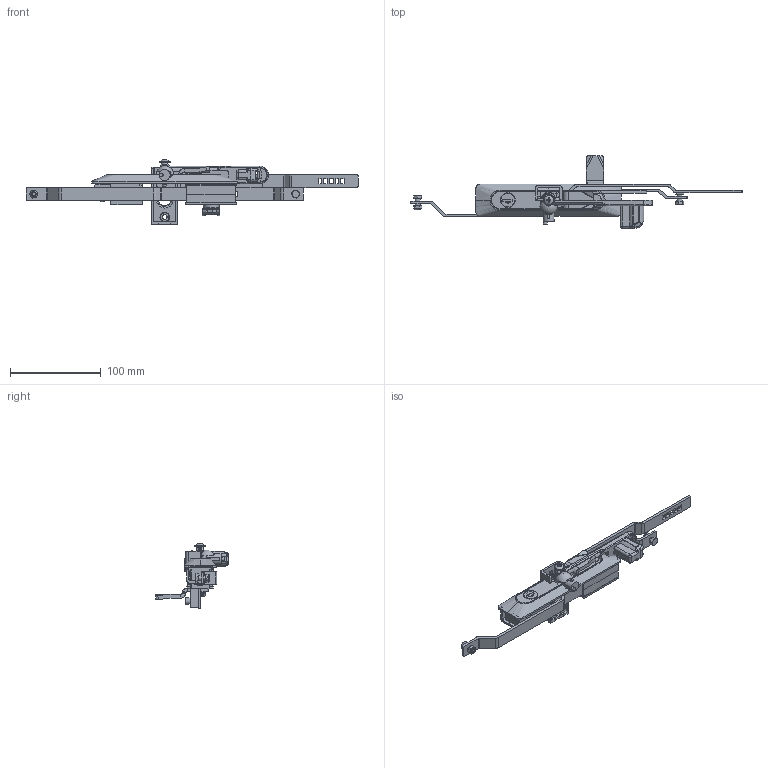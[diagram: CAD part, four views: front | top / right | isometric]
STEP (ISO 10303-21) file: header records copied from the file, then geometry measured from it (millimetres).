
FILE_DESCRIPTION( ( 'STEP AP203' ), '1' );
FILE_NAME( ' ', ' ', ( ' ' ), ( ' ' ), 'PSStep 10.0', ' ', ' ' );
FILE_SCHEMA( ( 'CONFIG_CONTROL_DESIGN' ) );
Length unit declared in the file: millimetre
Products named in the file (20): Assem1; 1; 2; 3; 4; 5; 6; 7; 8; 9; 10; 11; 12; 13; 14; 15; 16; 17; 18; 19
Bounding box: 365 x 80.1 x 71.45 mm (x, y, z)
Volume: 171005.9 mm3; surface area: 148795.9 mm2
Topology: 42 solids, 42 shells, 2429 faces, 7401 edges, 5099 vertices
Faces by surface type: plane 1424, cylinder 618, bspline 154, cone 121, torus 65, sphere 39, extrusion 8
Full cylindrical faces by diameter (mm): 2.75 x30, 3.8 x4, 4 x2, 4.2 x20, 5 x5, 5.3 x4, 5.5 x8, 6 x3, 6.3 x2, 7 x4, 7.5 x4, 7.6 x3, 8 x5, 10 x12, 10.4 x8, 12 x6, 12.2 x2, 12.5 x2, 14 x4, 14.2 x4, 15 x2, 15.1 x2, 15.7 x2, 15.8 x2, 16 x2, 16.1 x4, 16.2 x2, 21.8 x2
Entity records: 45859 total; most frequent: CARTESIAN_POINT 14784, ORIENTED_EDGE 6632, DIRECTION 5824, EDGE_CURVE 3316, VERTEX_POINT 2303, AXIS2_PLACEMENT_3D 2033, VECTOR 1758, LINE 1754
